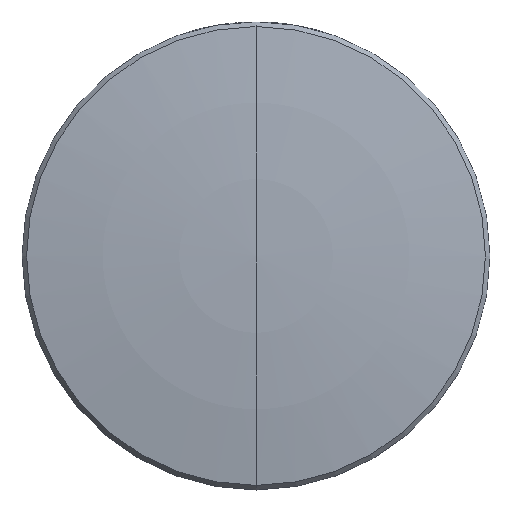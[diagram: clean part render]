
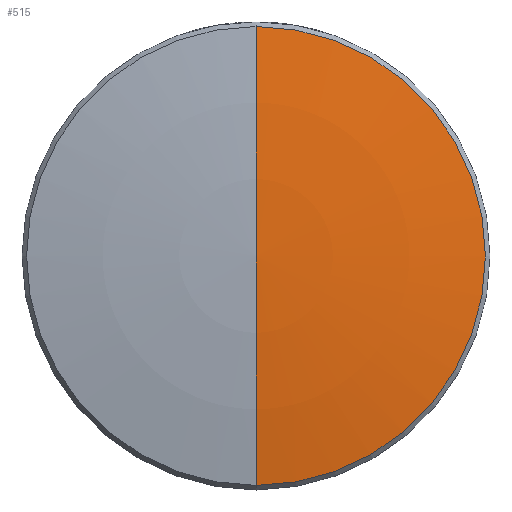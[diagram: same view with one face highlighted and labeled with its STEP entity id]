
A CAD part, top view. The second image highlights one B-rep face of the part: STEP entity #515.
In plain terms, the highlighted toroidal (fillet/blend) face has major radius 0.05 mm and minor radius 80.51 mm.
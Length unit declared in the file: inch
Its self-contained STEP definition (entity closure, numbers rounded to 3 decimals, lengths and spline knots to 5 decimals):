
#64 = CARTESIAN_POINT ( 'NONE',  ( 0.11389, 0.24951, 0.7776 ) ) ;
#327 = DIRECTION ( 'NONE',  ( 0., 0., -1. ) ) ;
#426 = AXIS2_PLACEMENT_3D ( 'NONE', #943, #958, #545 ) ;
#502 = DIRECTION ( 'NONE',  ( 0., 1., 0. ) ) ;
#515 = ADVANCED_FACE ( 'NONE', ( #2412 ), #1307, .T. ) ;
#543 = CIRCLE ( 'NONE', #426, 3.16969 ) ;
#544 = CIRCLE ( 'NONE', #637, 3.16969 ) ;
#545 = DIRECTION ( 'NONE',  ( 0., 0., 1. ) ) ;
#637 = AXIS2_PLACEMENT_3D ( 'NONE', #2127, #2154, #1225 ) ;
#925 = EDGE_LOOP ( 'NONE', ( #2760, #2678, #2015 ) ) ;
#943 = CARTESIAN_POINT ( 'NONE',  ( 0.11389, 0.74177, -2.35424 ) ) ;
#958 = DIRECTION ( 'NONE',  ( -1., 0., 0. ) ) ;
#1055 = VERTEX_POINT ( 'NONE', #64 ) ;
#1169 = VERTEX_POINT ( 'NONE', #1233 ) ;
#1203 = DIRECTION ( 'NONE',  ( 0., 0., 1. ) ) ;
#1213 = CARTESIAN_POINT ( 'NONE',  ( 0.11389, 0.7398, 0.7776 ) ) ;
#1225 = DIRECTION ( 'NONE',  ( 0., 1., 0. ) ) ;
#1233 = CARTESIAN_POINT ( 'NONE',  ( 0.11389, 1.2301, 0.7776 ) ) ;
#1241 = EDGE_CURVE ( 'NONE', #2593, #1169, #543, .T. ) ;
#1307 = TOROIDAL_SURFACE ( 'NONE', #2176, 0.00197, 3.16969 ) ;
#1823 = CIRCLE ( 'NONE', #2375, 0.49029 ) ;
#1858 = EDGE_CURVE ( 'NONE', #2593, #1055, #544, .T. ) ;
#2015 = ORIENTED_EDGE ( 'NONE', *, *, #2020, .T. ) ;
#2020 = EDGE_CURVE ( 'NONE', #1055, #1169, #1823, .T. ) ;
#2046 = CARTESIAN_POINT ( 'NONE',  ( 0.11389, 0.7398, -2.35424 ) ) ;
#2127 = CARTESIAN_POINT ( 'NONE',  ( 0.11389, 0.73784, -2.35424 ) ) ;
#2154 = DIRECTION ( 'NONE',  ( 1., 0., 0. ) ) ;
#2176 = AXIS2_PLACEMENT_3D ( 'NONE', #2046, #327, #502 ) ;
#2264 = CARTESIAN_POINT ( 'NONE',  ( 0.11389, 0.7398, 0.81544 ) ) ;
#2375 = AXIS2_PLACEMENT_3D ( 'NONE', #1213, #1203, #2752 ) ;
#2412 = FACE_OUTER_BOUND ( 'NONE', #925, .T. ) ;
#2593 = VERTEX_POINT ( 'NONE', #2264 ) ;
#2678 = ORIENTED_EDGE ( 'NONE', *, *, #1858, .T. ) ;
#2752 = DIRECTION ( 'NONE',  ( 0., 1., 0. ) ) ;
#2760 = ORIENTED_EDGE ( 'NONE', *, *, #1241, .F. ) ;
